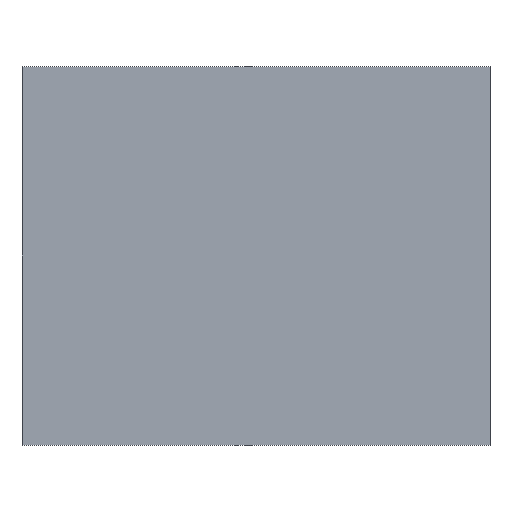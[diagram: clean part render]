
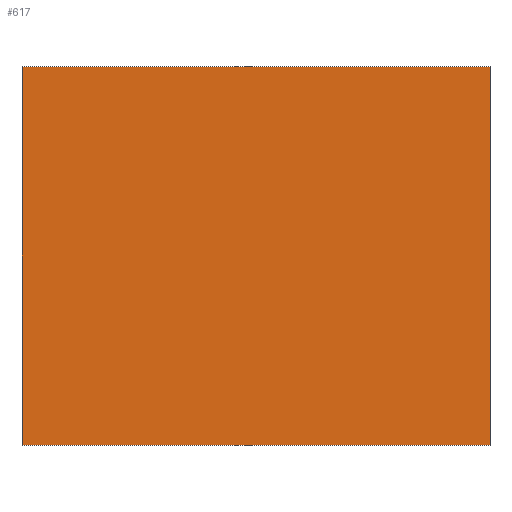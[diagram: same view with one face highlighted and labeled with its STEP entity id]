
A CAD part, front view. The second image highlights one B-rep face of the part: STEP entity #617.
In plain terms, the highlighted planar face has unit normal (0, -1, 0).
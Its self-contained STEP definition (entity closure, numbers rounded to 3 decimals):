
#42=PLANE('',#670);
#74=FACE_OUTER_BOUND('',#115,.T.);
#115=EDGE_LOOP('',(#505,#506,#507,#508));
#163=LINE('',#916,#240);
#167=LINE('',#924,#244);
#170=LINE('',#930,#247);
#173=LINE('',#935,#250);
#240=VECTOR('',#746,10.);
#244=VECTOR('',#752,10.);
#247=VECTOR('',#757,10.);
#250=VECTOR('',#762,10.);
#312=VERTEX_POINT('',#914);
#313=VERTEX_POINT('',#915);
#316=VERTEX_POINT('',#923);
#318=VERTEX_POINT('',#929);
#375=EDGE_CURVE('',#312,#313,#163,.T.);
#379=EDGE_CURVE('',#316,#312,#167,.T.);
#382=EDGE_CURVE('',#318,#316,#170,.T.);
#385=EDGE_CURVE('',#313,#318,#173,.T.);
#505=ORIENTED_EDGE('',*,*,#385,.F.);
#506=ORIENTED_EDGE('',*,*,#375,.F.);
#507=ORIENTED_EDGE('',*,*,#379,.F.);
#508=ORIENTED_EDGE('',*,*,#382,.F.);
#617=ADVANCED_FACE('',(#74),#42,.F.);
#670=AXIS2_PLACEMENT_3D('',#939,#768,#769);
#746=DIRECTION('',(-1.,0.,0.));
#752=DIRECTION('',(0.,0.,-1.));
#757=DIRECTION('',(1.,0.,0.));
#762=DIRECTION('',(0.,0.,1.));
#768=DIRECTION('center_axis',(0.,1.,0.));
#769=DIRECTION('ref_axis',(1.,0.,0.));
#914=CARTESIAN_POINT('',(58.92,0.,-17.586));
#915=CARTESIAN_POINT('',(6.52,0.,-17.586));
#916=CARTESIAN_POINT('',(58.92,0.,-17.586));
#923=CARTESIAN_POINT('',(58.92,0.,24.814));
#924=CARTESIAN_POINT('',(58.92,0.,24.814));
#929=CARTESIAN_POINT('',(6.52,0.,24.814));
#930=CARTESIAN_POINT('',(6.52,0.,24.814));
#935=CARTESIAN_POINT('',(6.52,0.,-17.586));
#939=CARTESIAN_POINT('Origin',(32.72,0.,3.614));
